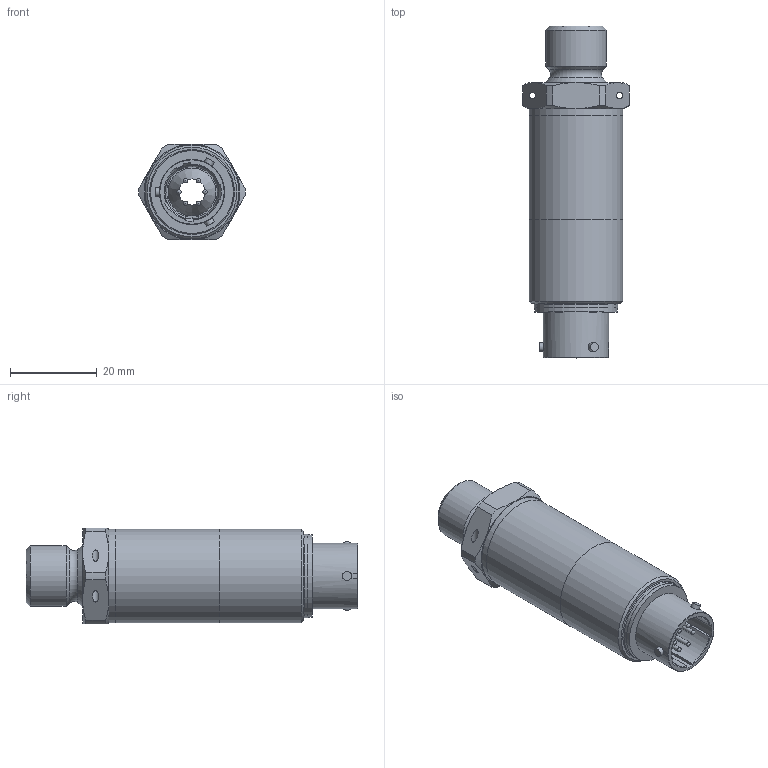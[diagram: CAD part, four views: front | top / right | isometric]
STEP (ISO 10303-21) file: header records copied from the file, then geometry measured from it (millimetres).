
FILE_DESCRIPTION (( 'STEP AP214' ), '1' );
FILE_NAME ('PHA220.STEP', '2022-04-06T10:26:05', ( '' ), ( '' ), 'SwSTEP 2.0', 'SolidWorks 2015', '' );
FILE_SCHEMA (( 'AUTOMOTIVE_DESIGN' ));
Length unit declared in the file: millimetre
Products named in the file (1): PHA220
Bounding box: 24.49 x 76.3 x 22 mm (x, y, z)
Surface area: 6492.2 mm2 (no closed solid volume)
Topology: 0 solids, 10 shells, 99 faces, 260 edges, 172 vertices
Faces by surface type: cylinder 37, plane 30, cone 23, sphere 6, torus 3
Full cylindrical faces by diameter (mm): 1 x6, 1.5 x2, 2 x3, 6 x1, 14 x1, 15 x1, 19.05 x1, 19.1 x1, 21.6 x3
Entity records: 3990 total; most frequent: CARTESIAN_POINT 745, DIRECTION 458, ORIENTED_EDGE 367, EDGE_CURVE 203, AXIS2_PLACEMENT_3D 200, VERTEX_POINT 149, EDGE_LOOP 144, FACE_OUTER_BOUND 121
